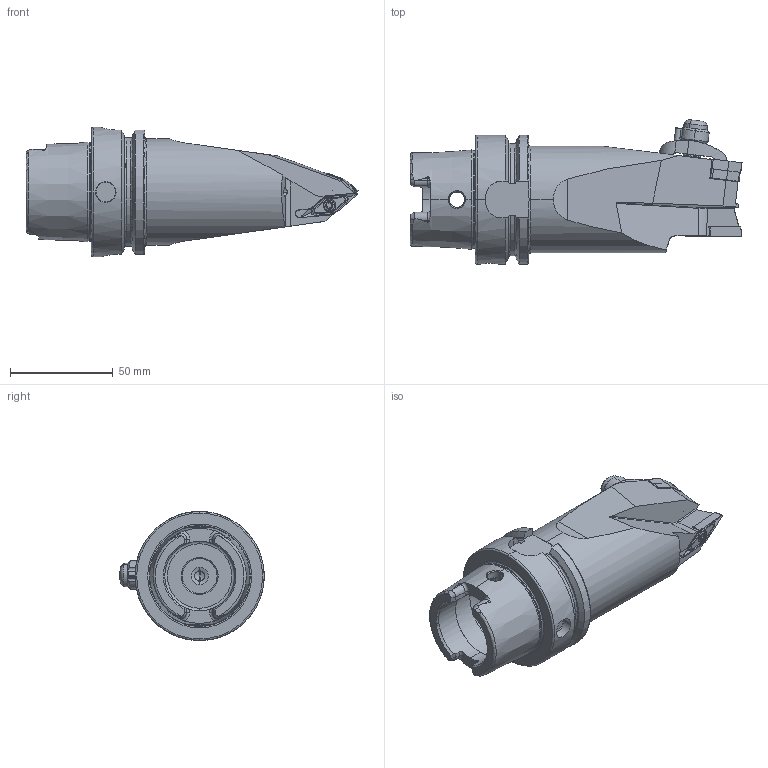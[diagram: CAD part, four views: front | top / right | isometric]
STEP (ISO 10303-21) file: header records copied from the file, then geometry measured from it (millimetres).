
FILE_DESCRIPTION (( 'STEP AP214' ), '1' );
FILE_NAME ('HA6.KWE.NXD.130.STEP', '2023-01-05T16:11:52', ( '' ), ( '' ), 'SwSTEP 2.0', 'SolidWorks 2017', '' );
FILE_SCHEMA (( 'AUTOMOTIVE_DESIGN' ));
Length unit declared in the file: millimetre
Products named in the file (13): WCB-ER2.001.009_A; VBMT160404; HA6-KWE.NXD.130_A; WCC-ER5.102.012_B; WWE-ER2.101.004_A; HA6.KWE.NXD.130; WCC-ER5.102.005_A; WNMG080404; WCC-ER3.102.024_C; KVT_MB_600_060; WCC-ER2.001.010_A; WCC-ER4.103.032_A; ISO 13337 - 3 x 12_PreviewCfg
Assembly tree (12 placements, depth 2):
  HA6.KWE.NXD.130
    HA6-KWE.NXD.130_A
    WNMG080404
    VBMT160404
    WWE-ER2.101.004_A
    WCC-ER2.001.010_A
    WCC-ER3.102.024_C
    WCC-ER4.103.032_A
    WCC-ER5.102.005_A
    WCC-ER5.102.012_B
    ISO 13337 - 3 x 12_PreviewCfg
    WCB-ER2.001.009_A
    KVT_MB_600_060
Bounding box: 161.9 x 70.45 x 63 mm (x, y, z)
Volume: 231351.7 mm3; surface area: 44372.9 mm2
Topology: 13 solids, 13 shells, 627 faces, 1584 edges, 964 vertices
Faces by surface type: cylinder 198, plane 171, cone 141, torus 67, bspline 46, sphere 4
Entity records: 23008 total; most frequent: CARTESIAN_POINT 7251, ORIENTED_EDGE 3114, DIRECTION 2895, EDGE_CURVE 1557, AXIS2_PLACEMENT_3D 1137, VERTEX_POINT 961, EDGE_LOOP 660, FACE_OUTER_BOUND 627
